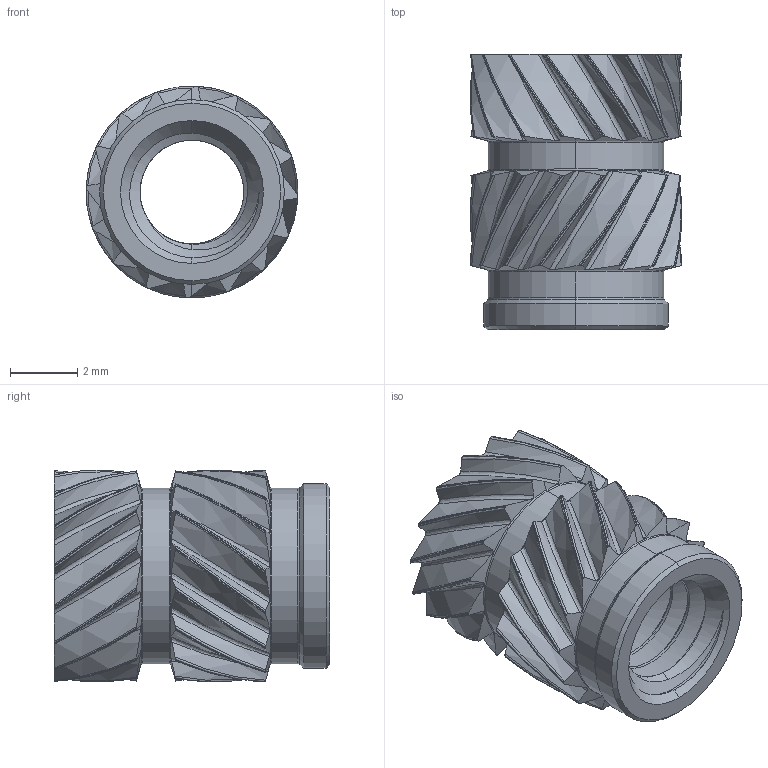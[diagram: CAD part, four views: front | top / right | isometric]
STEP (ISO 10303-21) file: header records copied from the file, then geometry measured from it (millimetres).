
FILE_DESCRIPTION (( 'STEP AP203' ), '1' );
FILE_NAME ('94459A170_Heat-Set Inserts for Plastic.STEP', '2023-12-07T14:44:20', ( 'Administrator' ), ( 'Managed by Terraform' ), 'SwSTEP 2.0', 'SolidWorks 2017', '' );
FILE_SCHEMA (( 'CONFIG_CONTROL_DESIGN' ));
Length unit declared in the file: millimetre
Products named in the file (1): 94459A170_Heat-Set Inserts for Plastic
Bounding box: 6.3 x 8.2 x 6.3 mm (x, y, z)
Volume: 118 mm3; surface area: 382.1 mm2
Topology: 1 solids, 1 shells, 252 faces, 736 edges, 486 vertices
Faces by surface type: bspline 163, cylinder 63, cone 16, torus 8, plane 2
Entity records: 22434 total; most frequent: CARTESIAN_POINT 17384, ORIENTED_EDGE 1472, EDGE_CURVE 736, DIRECTION 538, VERTEX_POINT 486, B_SPLINE_CURVE_WITH_KNOTS 362, EDGE_LOOP 254, ADVANCED_FACE 252
